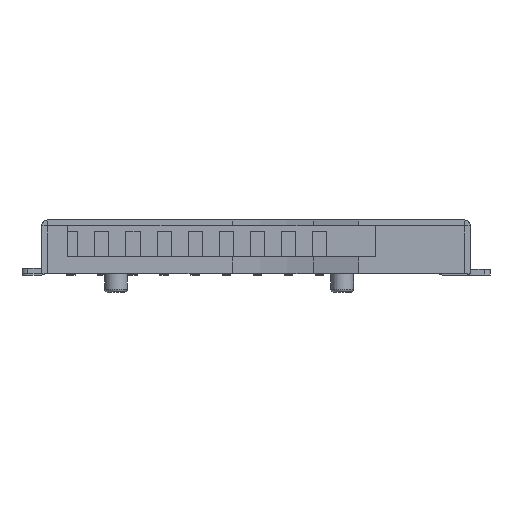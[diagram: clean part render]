
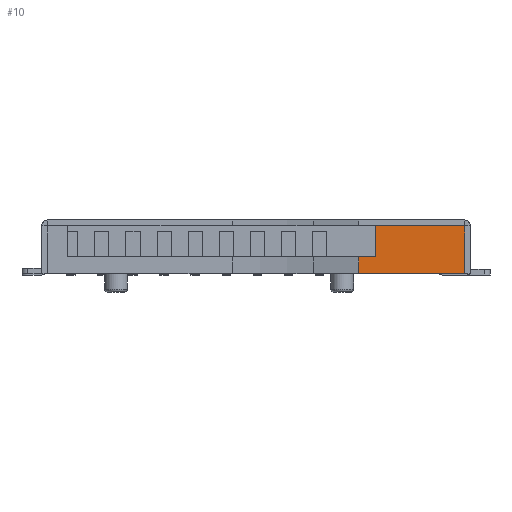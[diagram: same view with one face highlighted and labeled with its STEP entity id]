
A CAD part, front view. The second image highlights one B-rep face of the part: STEP entity #10.
In plain terms, the highlighted planar face has unit normal (0, -1, 0).
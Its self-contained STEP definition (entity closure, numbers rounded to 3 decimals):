
#10 = ADVANCED_FACE ( 'NONE', ( #11302 ), #10827, .T. ) ;
#71 = EDGE_CURVE ( 'NONE', #30152, #12713, #2829, .T. ) ;
#575 = DIRECTION ( 'NONE',  ( 1., 0., 0. ) ) ;
#1729 = VECTOR ( 'NONE', #12039, 1000. ) ;
#2829 = LINE ( 'NONE', #25996, #1729 ) ;
#3002 = EDGE_CURVE ( 'NONE', #28825, #30152, #19022, .T. ) ;
#3058 = LINE ( 'NONE', #21756, #29711 ) ;
#4299 = VECTOR ( 'NONE', #12685, 1000. ) ;
#5898 = CARTESIAN_POINT ( 'NONE',  ( 7.365, -7.5, -0.21 ) ) ;
#6660 = VERTEX_POINT ( 'NONE', #25362 ) ;
#7144 = AXIS2_PLACEMENT_3D ( 'NONE', #8846, #16173, #27408 ) ;
#8281 = AXIS2_PLACEMENT_3D ( 'NONE', #5898, #10318, #20264 ) ;
#8835 = CARTESIAN_POINT ( 'NONE',  ( 3.625, -7.5, -1.3 ) ) ;
#8846 = CARTESIAN_POINT ( 'NONE',  ( 7.365, -7.5, -0.21 ) ) ;
#9228 = EDGE_CURVE ( 'NONE', #13018, #13869, #26631, .T. ) ;
#10318 = DIRECTION ( 'NONE',  ( 0., -1., 0. ) ) ;
#10462 = DIRECTION ( 'NONE',  ( 1., 0., 0. ) ) ;
#10811 = CARTESIAN_POINT ( 'NONE',  ( 7.375, -7.5, -1.9 ) ) ;
#10827 = PLANE ( 'NONE',  #7144 ) ;
#11196 = ORIENTED_EDGE ( 'NONE', *, *, #24717, .T. ) ;
#11302 = FACE_OUTER_BOUND ( 'NONE', #15289, .T. ) ;
#12039 = DIRECTION ( 'NONE',  ( -1., 0., 0. ) ) ;
#12685 = DIRECTION ( 'NONE',  ( 0., 0., 1. ) ) ;
#12713 = VERTEX_POINT ( 'NONE', #28822 ) ;
#13018 = VERTEX_POINT ( 'NONE', #15565 ) ;
#13869 = VERTEX_POINT ( 'NONE', #8835 ) ;
#14616 = LINE ( 'NONE', #19216, #30340 ) ;
#15289 = EDGE_LOOP ( 'NONE', ( #21921, #11196, #29703, #25370, #24524, #27148, #16320 ) ) ;
#15565 = CARTESIAN_POINT ( 'NONE',  ( 3.625, -7.5, -1.9 ) ) ;
#16173 = DIRECTION ( 'NONE',  ( 0., -1., 0. ) ) ;
#16320 = ORIENTED_EDGE ( 'NONE', *, *, #25941, .F. ) ;
#19022 = CIRCLE ( 'NONE', #8281, 0.01 ) ;
#19216 = CARTESIAN_POINT ( 'NONE',  ( -6.674, -7.5, -1.3 ) ) ;
#19849 = DIRECTION ( 'NONE',  ( 0., 0., 1. ) ) ;
#20264 = DIRECTION ( 'NONE',  ( 1., 0., 0. ) ) ;
#20977 = VERTEX_POINT ( 'NONE', #29755 ) ;
#21315 = VECTOR ( 'NONE', #29423, 1000. ) ;
#21756 = CARTESIAN_POINT ( 'NONE',  ( 7.375, -7.5, -1.9 ) ) ;
#21853 = VECTOR ( 'NONE', #19849, 1000. ) ;
#21921 = ORIENTED_EDGE ( 'NONE', *, *, #9228, .F. ) ;
#22301 = EDGE_CURVE ( 'NONE', #20977, #28825, #24320, .T. ) ;
#22671 = CARTESIAN_POINT ( 'NONE',  ( 4.213, -7.5, -0.2 ) ) ;
#23956 = EDGE_CURVE ( 'NONE', #6660, #12713, #27279, .T. ) ;
#24320 = LINE ( 'NONE', #10811, #21853 ) ;
#24524 = ORIENTED_EDGE ( 'NONE', *, *, #71, .T. ) ;
#24717 = EDGE_CURVE ( 'NONE', #13018, #20977, #3058, .T. ) ;
#25362 = CARTESIAN_POINT ( 'NONE',  ( 4.213, -7.5, -1.3 ) ) ;
#25370 = ORIENTED_EDGE ( 'NONE', *, *, #3002, .T. ) ;
#25697 = CARTESIAN_POINT ( 'NONE',  ( 7.375, -7.5, -0.21 ) ) ;
#25941 = EDGE_CURVE ( 'NONE', #13869, #6660, #14616, .T. ) ;
#25996 = CARTESIAN_POINT ( 'NONE',  ( 7.365, -7.5, -0.2 ) ) ;
#26631 = LINE ( 'NONE', #28943, #4299 ) ;
#27148 = ORIENTED_EDGE ( 'NONE', *, *, #23956, .F. ) ;
#27279 = LINE ( 'NONE', #22671, #21315 ) ;
#27408 = DIRECTION ( 'NONE',  ( 1., 0., 0. ) ) ;
#28822 = CARTESIAN_POINT ( 'NONE',  ( 4.213, -7.5, -0.2 ) ) ;
#28825 = VERTEX_POINT ( 'NONE', #25697 ) ;
#28943 = CARTESIAN_POINT ( 'NONE',  ( 3.625, -7.5, -2.55 ) ) ;
#29183 = CARTESIAN_POINT ( 'NONE',  ( 7.365, -7.5, -0.2 ) ) ;
#29423 = DIRECTION ( 'NONE',  ( 0., 0., 1. ) ) ;
#29703 = ORIENTED_EDGE ( 'NONE', *, *, #22301, .T. ) ;
#29711 = VECTOR ( 'NONE', #575, 1000. ) ;
#29755 = CARTESIAN_POINT ( 'NONE',  ( 7.375, -7.5, -1.9 ) ) ;
#30152 = VERTEX_POINT ( 'NONE', #29183 ) ;
#30340 = VECTOR ( 'NONE', #10462, 1000. ) ;
